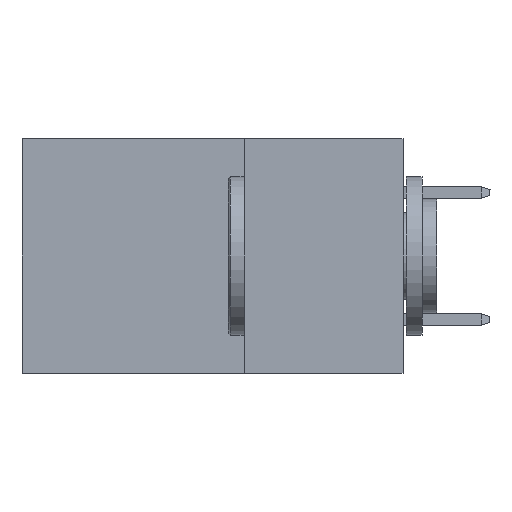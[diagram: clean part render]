
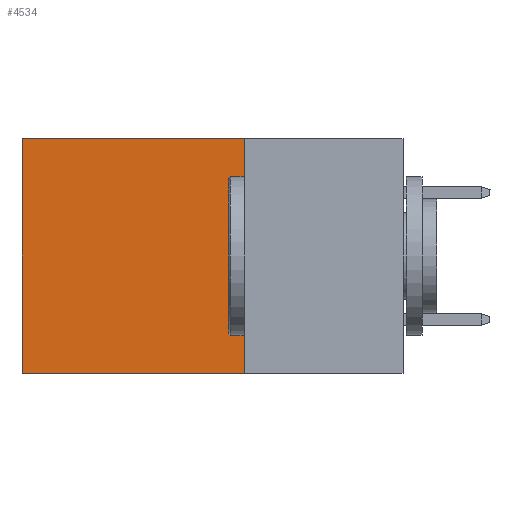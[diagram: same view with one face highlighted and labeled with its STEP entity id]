
A CAD part, left-side view. The second image highlights one B-rep face of the part: STEP entity #4534.
In plain terms, the highlighted planar face has unit normal (-1, 0, 0).
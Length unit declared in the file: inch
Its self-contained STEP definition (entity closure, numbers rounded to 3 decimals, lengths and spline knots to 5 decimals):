
#10 = DIRECTION ( 'NONE',  ( 0., 1., 0. ) ) ;
#125 = CARTESIAN_POINT ( 'NONE',  ( 0.2875, 0.25, 0. ) ) ;
#457 = LINE ( 'NONE', #32656, #32829 ) ;
#1432 = LINE ( 'NONE', #17798, #28758 ) ;
#2802 = ORIENTED_EDGE ( 'NONE', *, *, #14224, .T. ) ;
#4534 = ADVANCED_FACE ( 'NONE', ( #13810 ), #5975, .F. ) ;
#5975 = PLANE ( 'NONE',  #9134 ) ;
#6154 = DIRECTION ( 'NONE',  ( 0., 0., -1. ) ) ;
#6330 = ORIENTED_EDGE ( 'NONE', *, *, #18754, .F. ) ;
#8458 = VERTEX_POINT ( 'NONE', #11934 ) ;
#9007 = DIRECTION ( 'NONE',  ( 0., 1., 0. ) ) ;
#9072 = CARTESIAN_POINT ( 'NONE',  ( 0.2875, 0.6, 0. ) ) ;
#9093 = CARTESIAN_POINT ( 'NONE',  ( 0.2875, 0.25, -0.37 ) ) ;
#9134 = AXIS2_PLACEMENT_3D ( 'NONE', #16584, #34318, #6154 ) ;
#10410 = EDGE_CURVE ( 'NONE', #20386, #8458, #1432, .T. ) ;
#11934 = CARTESIAN_POINT ( 'NONE',  ( 0.2875, 0.6, -0.37 ) ) ;
#12568 = LINE ( 'NONE', #13239, #25471 ) ;
#12856 = DIRECTION ( 'NONE',  ( 0., 0., -1. ) ) ;
#13239 = CARTESIAN_POINT ( 'NONE',  ( 0.2875, 0.25, -0.37 ) ) ;
#13810 = FACE_OUTER_BOUND ( 'NONE', #22006, .T. ) ;
#14224 = EDGE_CURVE ( 'NONE', #24317, #20386, #457, .T. ) ;
#16584 = CARTESIAN_POINT ( 'NONE',  ( 0.2875, 0.25, 0. ) ) ;
#17798 = CARTESIAN_POINT ( 'NONE',  ( 0.2875, 0.6, 0. ) ) ;
#18754 = EDGE_CURVE ( 'NONE', #24214, #8458, #12568, .T. ) ;
#19882 = DIRECTION ( 'NONE',  ( 0., 0., -1. ) ) ;
#20386 = VERTEX_POINT ( 'NONE', #9072 ) ;
#22006 = EDGE_LOOP ( 'NONE', ( #22007, #6330, #30488, #2802 ) ) ;
#22007 = ORIENTED_EDGE ( 'NONE', *, *, #10410, .T. ) ;
#24204 = EDGE_CURVE ( 'NONE', #24317, #24214, #24924, .T. ) ;
#24214 = VERTEX_POINT ( 'NONE', #9093 ) ;
#24317 = VERTEX_POINT ( 'NONE', #125 ) ;
#24924 = LINE ( 'NONE', #30667, #28432 ) ;
#25471 = VECTOR ( 'NONE', #10, 39.37008 ) ;
#28432 = VECTOR ( 'NONE', #12856, 39.37008 ) ;
#28758 = VECTOR ( 'NONE', #19882, 39.37008 ) ;
#30488 = ORIENTED_EDGE ( 'NONE', *, *, #24204, .F. ) ;
#30667 = CARTESIAN_POINT ( 'NONE',  ( 0.2875, 0.25, 0. ) ) ;
#32656 = CARTESIAN_POINT ( 'NONE',  ( 0.2875, 0.25, 0. ) ) ;
#32829 = VECTOR ( 'NONE', #9007, 39.37008 ) ;
#34318 = DIRECTION ( 'NONE',  ( 1., 0., 0. ) ) ;
